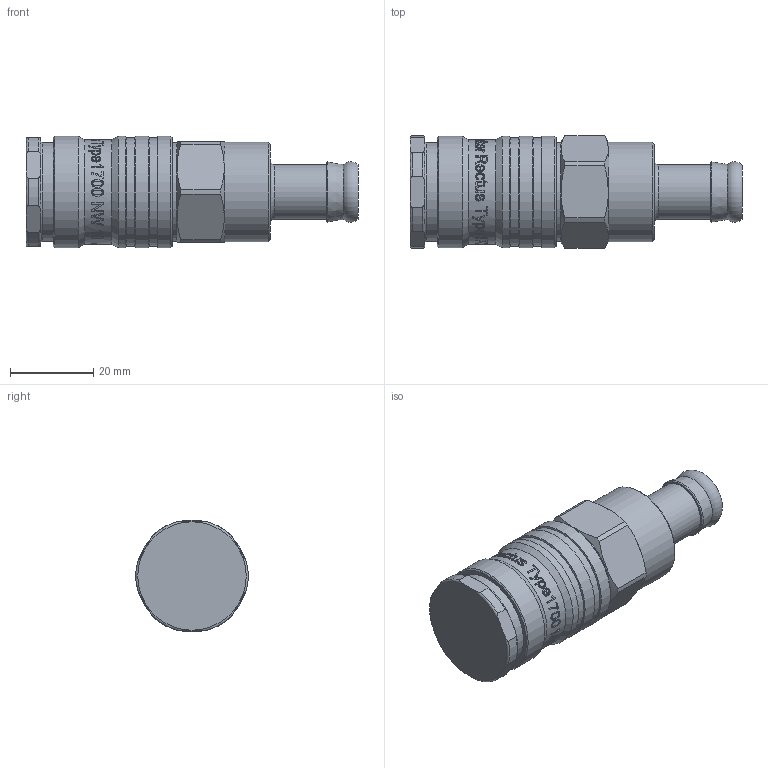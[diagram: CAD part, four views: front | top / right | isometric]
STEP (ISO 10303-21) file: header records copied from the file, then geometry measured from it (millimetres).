
FILE_DESCRIPTION((''),'2;1');
FILE_NAME('1700kbtf13bpn.stp','2013-06-26T07:36:30',('IA176480'),(''),'Autodesk Inventor 2013','Autodesk Inventor 2013','');
FILE_SCHEMA(('AUTOMOTIVE_DESIGN { 1 0 10303 214 1 1 1 1 }'));
Length unit declared in the file: millimetre
Products named in the file (1): D103705
Bounding box: 79.64 x 27.05 x 26.8 mm (x, y, z)
Volume: 30993.8 mm3; surface area: 12482.5 mm2
Topology: 2 solids, 3 shells, 666 faces, 1735 edges, 1140 vertices
Faces by surface type: bspline 328, plane 197, cylinder 94, cone 27, torus 20
Full cylindrical faces by diameter (mm): 13.1 x1, 19.432 x1, 19.5 x1, 20.153 x2, 20.974 x1, 21 x1, 21.2 x1, 21.3 x1, 21.4 x1, 22.5 x1, 23.7 x2, 23.8 x2, 24 x1, 25 x1, 26 x2, 26.8 x4
Entity records: 92245 total; most frequent: CARTESIAN_POINT 77980, ORIENTED_EDGE 3340, DIRECTION 1680, EDGE_CURVE 1670, VERTEX_POINT 1134, B_SPLINE_CURVE_WITH_KNOTS 853, EDGE_LOOP 794, FACE_OUTER_BOUND 666
